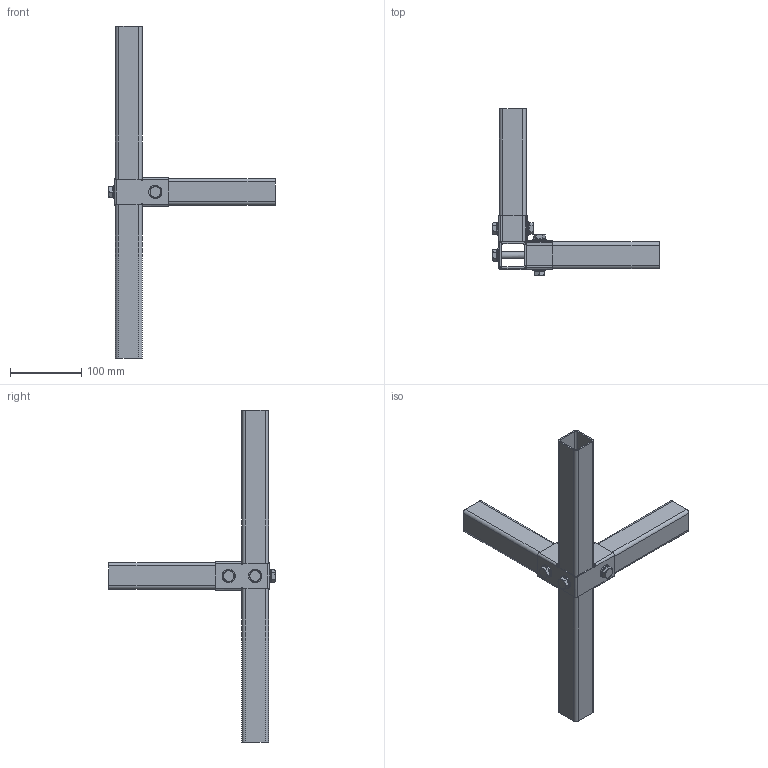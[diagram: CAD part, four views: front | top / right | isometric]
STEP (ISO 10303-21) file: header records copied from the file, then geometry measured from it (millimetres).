
FILE_DESCRIPTION(('FreeCAD Model'),'2;1');
FILE_NAME('Open CASCADE Shape Model','2025-05-09T03:44:57',('FreeCAD'),( 'FreeCAD'),'Open CASCADE STEP processor 7.6','FreeCAD','Unknown');
FILE_SCHEMA(('AUTOMOTIVE_DESIGN { 1 0 10303 214 1 1 1 1 }'));
Length unit declared in the file: millimetre
Products named in the file (1): Open CASCADE STEP translator 7.6 1
Bounding box: 234.16 x 234.16 x 467.39 mm (x, y, z)
Volume: 302784.6 mm3; surface area: 267334.4 mm2
Topology: 14 solids, 14 shells, 280 faces, 678 edges, 439 vertices
Faces by surface type: bspline 280
Entity records: 8279 total; most frequent: CARTESIAN_POINT 4356, ORIENTED_EDGE 1332, EDGE_CURVE 666, VERTEX_POINT 420, B_SPLINE_CURVE_WITH_KNOTS 352, FACE_BOUND 326, EDGE_LOOP 326, ADVANCED_FACE 280
